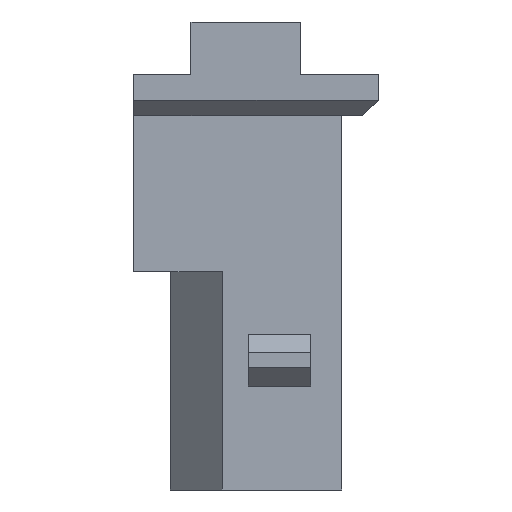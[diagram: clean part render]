
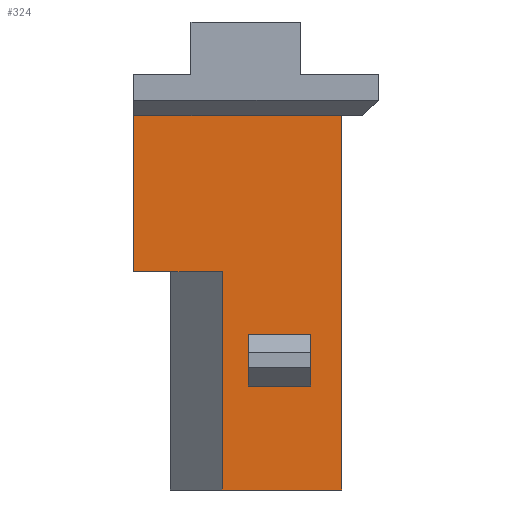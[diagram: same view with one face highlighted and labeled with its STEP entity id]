
A CAD part, left-side view. The second image highlights one B-rep face of the part: STEP entity #324.
In plain terms, the highlighted planar face has unit normal (-1, 0, 0).
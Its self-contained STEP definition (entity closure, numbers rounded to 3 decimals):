
#324 = ADVANCED_FACE( '', ( #938, #939 ), #940, .T. );
#938 = FACE_BOUND( '', #1881, .T. );
#939 = FACE_OUTER_BOUND( '', #1882, .T. );
#940 = PLANE( '', #1883 );
#1881 = EDGE_LOOP( '', ( #2827, #2828, #2829, #2830 ) );
#1882 = EDGE_LOOP( '', ( #2831, #2832, #2833, #2834, #2835, #2836 ) );
#1883 = AXIS2_PLACEMENT_3D( '', #2837, #2838, #2839 );
#2827 = ORIENTED_EDGE( '', *, *, #5696, .T. );
#2828 = ORIENTED_EDGE( '', *, *, #5697, .T. );
#2829 = ORIENTED_EDGE( '', *, *, #5698, .T. );
#2830 = ORIENTED_EDGE( '', *, *, #5699, .T. );
#2831 = ORIENTED_EDGE( '', *, *, #5700, .F. );
#2832 = ORIENTED_EDGE( '', *, *, #5701, .T. );
#2833 = ORIENTED_EDGE( '', *, *, #5702, .T. );
#2834 = ORIENTED_EDGE( '', *, *, #5703, .F. );
#2835 = ORIENTED_EDGE( '', *, *, #5704, .F. );
#2836 = ORIENTED_EDGE( '', *, *, #5705, .F. );
#2837 = CARTESIAN_POINT( '', ( -12.85, 27.571, 2.7 ) );
#2838 = DIRECTION( '', ( -1., 0., 0. ) );
#2839 = DIRECTION( '', ( 0., 0., 1. ) );
#5696 = EDGE_CURVE( '', #6842, #6843, #6844, .T. );
#5697 = EDGE_CURVE( '', #6843, #6845, #6846, .T. );
#5698 = EDGE_CURVE( '', #6845, #6847, #6848, .T. );
#5699 = EDGE_CURVE( '', #6847, #6842, #6849, .T. );
#5700 = EDGE_CURVE( '', #6850, #6851, #6852, .T. );
#5701 = EDGE_CURVE( '', #6850, #6853, #6854, .T. );
#5702 = EDGE_CURVE( '', #6853, #6855, #6856, .T. );
#5703 = EDGE_CURVE( '', #6857, #6855, #6858, .T. );
#5704 = EDGE_CURVE( '', #6859, #6857, #6860, .T. );
#5705 = EDGE_CURVE( '', #6851, #6859, #6861, .T. );
#6842 = VERTEX_POINT( '', #8534 );
#6843 = VERTEX_POINT( '', #8535 );
#6844 = LINE( '', #8536, #8537 );
#6845 = VERTEX_POINT( '', #8538 );
#6846 = LINE( '', #8539, #8540 );
#6847 = VERTEX_POINT( '', #8541 );
#6848 = LINE( '', #8542, #8543 );
#6849 = LINE( '', #8544, #8545 );
#6850 = VERTEX_POINT( '', #8546 );
#6851 = VERTEX_POINT( '', #8547 );
#6852 = LINE( '', #8548, #8549 );
#6853 = VERTEX_POINT( '', #8550 );
#6854 = LINE( '', #8551, #8552 );
#6855 = VERTEX_POINT( '', #8553 );
#6856 = LINE( '', #8554, #8555 );
#6857 = VERTEX_POINT( '', #8556 );
#6858 = LINE( '', #8557, #8558 );
#6859 = VERTEX_POINT( '', #8559 );
#6860 = LINE( '', #8560, #8561 );
#6861 = LINE( '', #8562, #8563 );
#8534 = CARTESIAN_POINT( '', ( -12.85, 0.15, -2.5 ) );
#8535 = CARTESIAN_POINT( '', ( -12.85, 0.15, -1.5 ) );
#8536 = CARTESIAN_POINT( '', ( -12.85, 0.15, -2.5 ) );
#8537 = VECTOR( '', #11020, 1000. );
#8538 = CARTESIAN_POINT( '', ( -12.85, -1.05, -1.5 ) );
#8539 = CARTESIAN_POINT( '', ( -12.85, 0.15, -1.5 ) );
#8540 = VECTOR( '', #11021, 1000. );
#8541 = CARTESIAN_POINT( '', ( -12.85, -1.05, -2.5 ) );
#8542 = CARTESIAN_POINT( '', ( -12.85, -1.05, -1.5 ) );
#8543 = VECTOR( '', #11022, 1000. );
#8544 = CARTESIAN_POINT( '', ( -12.85, -1.05, -2.5 ) );
#8545 = VECTOR( '', #11023, 1000. );
#8546 = CARTESIAN_POINT( '', ( -12.85, 0.65, -0.3 ) );
#8547 = CARTESIAN_POINT( '', ( -12.85, 2.35, -0.3 ) );
#8548 = CARTESIAN_POINT( '', ( -12.85, 2.35, -0.3 ) );
#8549 = VECTOR( '', #11024, 1000. );
#8550 = CARTESIAN_POINT( '', ( -12.85, 0.65, -4.5 ) );
#8551 = CARTESIAN_POINT( '', ( -12.85, 0.65, 2.7 ) );
#8552 = VECTOR( '', #11025, 1000. );
#8553 = CARTESIAN_POINT( '', ( -12.85, -1.65, -4.5 ) );
#8554 = CARTESIAN_POINT( '', ( -12.85, 27.571, -4.5 ) );
#8555 = VECTOR( '', #11026, 1000. );
#8556 = CARTESIAN_POINT( '', ( -12.85, -1.65, 2.7 ) );
#8557 = CARTESIAN_POINT( '', ( -12.85, -1.65, 2.7 ) );
#8558 = VECTOR( '', #11027, 1000. );
#8559 = CARTESIAN_POINT( '', ( -12.85, 2.35, 2.7 ) );
#8560 = CARTESIAN_POINT( '', ( -12.85, 27.571, 2.7 ) );
#8561 = VECTOR( '', #11028, 1000. );
#8562 = CARTESIAN_POINT( '', ( -12.85, 2.35, 4.5 ) );
#8563 = VECTOR( '', #11029, 1000. );
#11020 = DIRECTION( '', ( 0., 0., 1. ) );
#11021 = DIRECTION( '', ( 0., -1., 0. ) );
#11022 = DIRECTION( '', ( 0., 0., -1. ) );
#11023 = DIRECTION( '', ( 0., 1., 0. ) );
#11024 = DIRECTION( '', ( 0., 1., 0. ) );
#11025 = DIRECTION( '', ( 0., 0., -1. ) );
#11026 = DIRECTION( '', ( 0., -1., 0. ) );
#11027 = DIRECTION( '', ( 0., 0., -1. ) );
#11028 = DIRECTION( '', ( 0., -1., 0. ) );
#11029 = DIRECTION( '', ( 0., 0., 1. ) );
